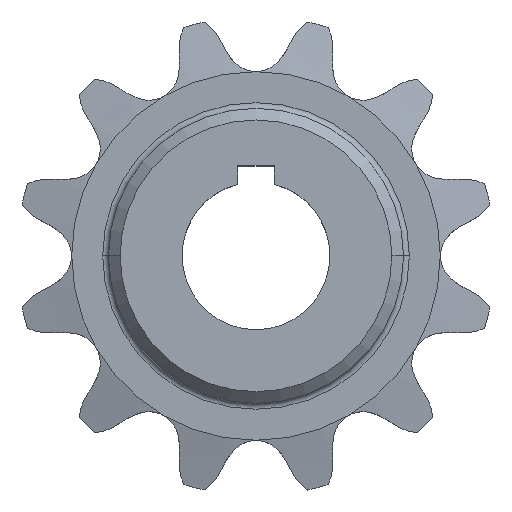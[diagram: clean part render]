
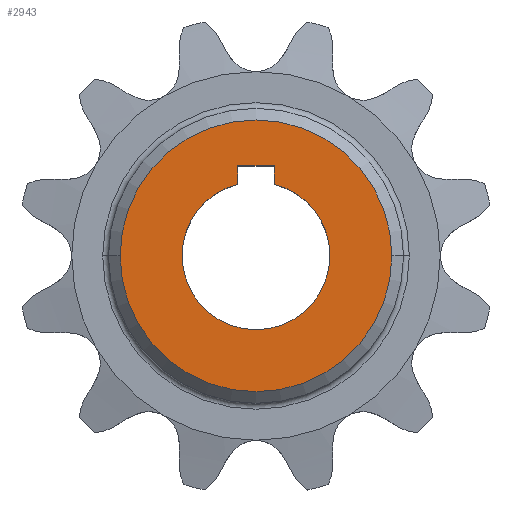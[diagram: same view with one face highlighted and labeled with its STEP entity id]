
A CAD part, top view. The second image highlights one B-rep face of the part: STEP entity #2943.
In plain terms, the highlighted planar face has unit normal (0, 0, 1).
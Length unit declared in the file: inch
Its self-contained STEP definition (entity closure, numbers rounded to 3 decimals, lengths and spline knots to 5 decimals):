
#29 = VECTOR ( 'NONE', #794, 39.37008 ) ;
#57 = VERTEX_POINT ( 'NONE', #258 ) ;
#137 = LINE ( 'NONE', #3196, #262 ) ;
#185 = AXIS2_PLACEMENT_3D ( 'NONE', #1936, #1963, #2313 ) ;
#193 = CARTESIAN_POINT ( 'NONE',  ( 0.0626, 0.24255, 0.33575 ) ) ;
#244 = DIRECTION ( 'NONE',  ( 1., 0., 0. ) ) ;
#258 = CARTESIAN_POINT ( 'NONE',  ( 0.0626, 0.30515, 0.33575 ) ) ;
#262 = VECTOR ( 'NONE', #628, 39.37008 ) ;
#307 = ORIENTED_EDGE ( 'NONE', *, *, #3487, .T. ) ;
#414 = ORIENTED_EDGE ( 'NONE', *, *, #1139, .F. ) ;
#529 = DIRECTION ( 'NONE',  ( 0., 0., 1. ) ) ;
#566 = CIRCLE ( 'NONE', #4182, 0.46063 ) ;
#628 = DIRECTION ( 'NONE',  ( 0., -1., 0. ) ) ;
#666 = CARTESIAN_POINT ( 'NONE',  ( -0.0626, 0.24255, 0.33575 ) ) ;
#794 = DIRECTION ( 'NONE',  ( -1., 0., 0. ) ) ;
#815 = CARTESIAN_POINT ( 'NONE',  ( 0., 0., 0.33575 ) ) ;
#856 = VERTEX_POINT ( 'NONE', #4218 ) ;
#859 = VERTEX_POINT ( 'NONE', #2034 ) ;
#947 = CARTESIAN_POINT ( 'NONE',  ( 0., 0., 0.33575 ) ) ;
#1058 = VERTEX_POINT ( 'NONE', #1592 ) ;
#1084 = EDGE_CURVE ( 'NONE', #3879, #2694, #3454, .T. ) ;
#1087 = VERTEX_POINT ( 'NONE', #193 ) ;
#1099 = CARTESIAN_POINT ( 'NONE',  ( 0., 0., 0.33575 ) ) ;
#1139 = EDGE_CURVE ( 'NONE', #2694, #856, #4026, .T. ) ;
#1162 = DIRECTION ( 'NONE',  ( 0., 0., 1. ) ) ;
#1181 = LINE ( 'NONE', #1286, #3095 ) ;
#1286 = CARTESIAN_POINT ( 'NONE',  ( 0.0626, 0.30515, 0.33575 ) ) ;
#1301 = FACE_OUTER_BOUND ( 'NONE', #2379, .T. ) ;
#1399 = CARTESIAN_POINT ( 'NONE',  ( 0., 0., 0.33575 ) ) ;
#1402 = EDGE_CURVE ( 'NONE', #57, #3020, #3055, .T. ) ;
#1454 = EDGE_CURVE ( 'NONE', #1058, #859, #566, .T. ) ;
#1476 = ORIENTED_EDGE ( 'NONE', *, *, #1402, .F. ) ;
#1498 = ORIENTED_EDGE ( 'NONE', *, *, #1084, .F. ) ;
#1549 = EDGE_CURVE ( 'NONE', #856, #1087, #2084, .T. ) ;
#1573 = CIRCLE ( 'NONE', #4262, 0.46063 ) ;
#1592 = CARTESIAN_POINT ( 'NONE',  ( 0.46063, 0., 0.33575 ) ) ;
#1634 = CARTESIAN_POINT ( 'NONE',  ( 0., 0., 0.33575 ) ) ;
#1710 = PLANE ( 'NONE',  #1921 ) ;
#1921 = AXIS2_PLACEMENT_3D ( 'NONE', #1399, #2477, #244 ) ;
#1936 = CARTESIAN_POINT ( 'NONE',  ( 0., 0., 0.33575 ) ) ;
#1963 = DIRECTION ( 'NONE',  ( 0., 0., 1. ) ) ;
#1964 = CARTESIAN_POINT ( 'NONE',  ( -0.2505, 0., 0.33575 ) ) ;
#2034 = CARTESIAN_POINT ( 'NONE',  ( -0.46063, 0., 0.33575 ) ) ;
#2084 = CIRCLE ( 'NONE', #185, 0.2505 ) ;
#2126 = AXIS2_PLACEMENT_3D ( 'NONE', #1634, #529, #3057 ) ;
#2173 = DIRECTION ( 'NONE',  ( 0., 0., 1. ) ) ;
#2313 = DIRECTION ( 'NONE',  ( 1., 0., 0. ) ) ;
#2379 = EDGE_LOOP ( 'NONE', ( #307, #3862 ) ) ;
#2477 = DIRECTION ( 'NONE',  ( 0., 0., 1. ) ) ;
#2694 = VERTEX_POINT ( 'NONE', #1964 ) ;
#2847 = ORIENTED_EDGE ( 'NONE', *, *, #3338, .F. ) ;
#2918 = EDGE_CURVE ( 'NONE', #3020, #3879, #137, .T. ) ;
#2943 = ADVANCED_FACE ( 'NONE', ( #1301, #4462 ), #1710, .T. ) ;
#3020 = VERTEX_POINT ( 'NONE', #4337 ) ;
#3055 = LINE ( 'NONE', #3698, #29 ) ;
#3057 = DIRECTION ( 'NONE',  ( 1., 0., 0. ) ) ;
#3095 = VECTOR ( 'NONE', #3812, 39.37008 ) ;
#3196 = CARTESIAN_POINT ( 'NONE',  ( -0.0626, 0.24255, 0.33575 ) ) ;
#3338 = EDGE_CURVE ( 'NONE', #1087, #57, #1181, .T. ) ;
#3454 = CIRCLE ( 'NONE', #2126, 0.2505 ) ;
#3468 = DIRECTION ( 'NONE',  ( 0., 0., 1. ) ) ;
#3487 = EDGE_CURVE ( 'NONE', #859, #1058, #1573, .T. ) ;
#3653 = DIRECTION ( 'NONE',  ( 1., 0., 0. ) ) ;
#3683 = DIRECTION ( 'NONE',  ( 1., 0., 0. ) ) ;
#3698 = CARTESIAN_POINT ( 'NONE',  ( -0.0626, 0.30515, 0.33575 ) ) ;
#3812 = DIRECTION ( 'NONE',  ( 0., 1., 0. ) ) ;
#3837 = DIRECTION ( 'NONE',  ( 1., 0., 0. ) ) ;
#3862 = ORIENTED_EDGE ( 'NONE', *, *, #1454, .T. ) ;
#3879 = VERTEX_POINT ( 'NONE', #666 ) ;
#4008 = EDGE_LOOP ( 'NONE', ( #4652, #1476, #2847, #4057, #414, #1498 ) ) ;
#4026 = CIRCLE ( 'NONE', #4611, 0.2505 ) ;
#4057 = ORIENTED_EDGE ( 'NONE', *, *, #1549, .F. ) ;
#4182 = AXIS2_PLACEMENT_3D ( 'NONE', #815, #1162, #3683 ) ;
#4218 = CARTESIAN_POINT ( 'NONE',  ( 0.2505, 0., 0.33575 ) ) ;
#4262 = AXIS2_PLACEMENT_3D ( 'NONE', #1099, #2173, #3653 ) ;
#4337 = CARTESIAN_POINT ( 'NONE',  ( -0.0626, 0.30515, 0.33575 ) ) ;
#4462 = FACE_BOUND ( 'NONE', #4008, .T. ) ;
#4611 = AXIS2_PLACEMENT_3D ( 'NONE', #947, #3468, #3837 ) ;
#4652 = ORIENTED_EDGE ( 'NONE', *, *, #2918, .F. ) ;
